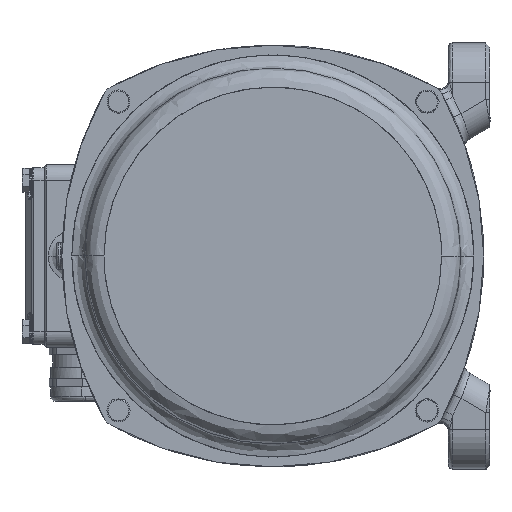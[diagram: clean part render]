
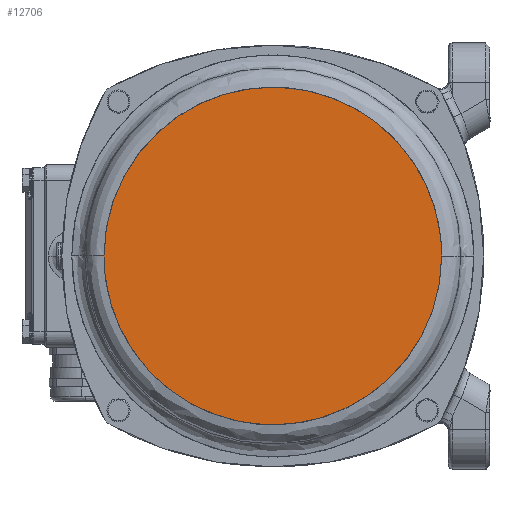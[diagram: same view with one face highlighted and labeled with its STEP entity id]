
A CAD part, left-side view. The second image highlights one B-rep face of the part: STEP entity #12706.
In plain terms, the highlighted planar face has unit normal (-1, 0, 0).
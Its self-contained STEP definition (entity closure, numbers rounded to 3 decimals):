
#3238 = CARTESIAN_POINT ( 'NONE',  ( -178., 81.25, 162.5 ) ) ;
#12706 = ADVANCED_FACE ( 'NONE', ( #56815 ), #43272, .T. ) ;
#25692 = CARTESIAN_POINT ( 'NONE',  ( -178., -81.25, 162.5 ) ) ;
#28458 =( BOUNDED_CURVE ( )  B_SPLINE_CURVE ( 3, ( #80637, #3238, #25692, #90981 ),
 .UNSPECIFIED., .F., .F. ) 
 B_SPLINE_CURVE_WITH_KNOTS ( ( 4, 4 ),
 ( 0., 0.5 ),
 .UNSPECIFIED. ) 
 CURVE ( )  GEOMETRIC_REPRESENTATION_ITEM ( )  RATIONAL_B_SPLINE_CURVE ( ( 1., 0.333, 0.333, 1. ) ) 
 REPRESENTATION_ITEM ( '' )  );
#31823 = AXIS2_PLACEMENT_3D ( 'NONE', #143490, #109471, #143009 ) ;
#41371 = ORIENTED_EDGE ( 'NONE', *, *, #130778, .F. ) ;
#43272 = PLANE ( 'NONE',  #31823 ) ;
#44243 = CARTESIAN_POINT ( 'NONE',  ( -178., -81.25, 0. ) ) ;
#56815 = FACE_OUTER_BOUND ( 'NONE', #58382, .T. ) ;
#58382 = EDGE_LOOP ( 'NONE', ( #41371, #117257 ) ) ;
#67591 = CARTESIAN_POINT ( 'NONE',  ( -178., 81.25, -162.5 ) ) ;
#73476 = VERTEX_POINT ( 'NONE', #113151 ) ;
#80637 = CARTESIAN_POINT ( 'NONE',  ( -178., 81.25, 0. ) ) ;
#90981 = CARTESIAN_POINT ( 'NONE',  ( -178., -81.25, 0. ) ) ;
#99338 = CARTESIAN_POINT ( 'NONE',  ( -178., 81.25, 0. ) ) ;
#109471 = DIRECTION ( 'NONE',  ( -1., 0., 0. ) ) ;
#113151 = CARTESIAN_POINT ( 'NONE',  ( -178., 81.25, 0. ) ) ;
#114089 =( BOUNDED_CURVE ( )  B_SPLINE_CURVE ( 3, ( #44243, #134179, #67591, #99338 ),
 .UNSPECIFIED., .F., .F. ) 
 B_SPLINE_CURVE_WITH_KNOTS ( ( 4, 4 ),
 ( 0.5, 1. ),
 .UNSPECIFIED. ) 
 CURVE ( )  GEOMETRIC_REPRESENTATION_ITEM ( )  RATIONAL_B_SPLINE_CURVE ( ( 1., 0.333, 0.333, 1. ) ) 
 REPRESENTATION_ITEM ( '' )  );
#117257 = ORIENTED_EDGE ( 'NONE', *, *, #120559, .F. ) ;
#120559 = EDGE_CURVE ( 'NONE', #139590, #73476, #114089, .T. ) ;
#130778 = EDGE_CURVE ( 'NONE', #73476, #139590, #28458, .T. ) ;
#134179 = CARTESIAN_POINT ( 'NONE',  ( -178., -81.25, -162.5 ) ) ;
#139590 = VERTEX_POINT ( 'NONE', #141934 ) ;
#141934 = CARTESIAN_POINT ( 'NONE',  ( -178., -81.25, 0. ) ) ;
#143009 = DIRECTION ( 'NONE',  ( 0., -1., 0. ) ) ;
#143490 = CARTESIAN_POINT ( 'NONE',  ( -178., 0., 0. ) ) ;
